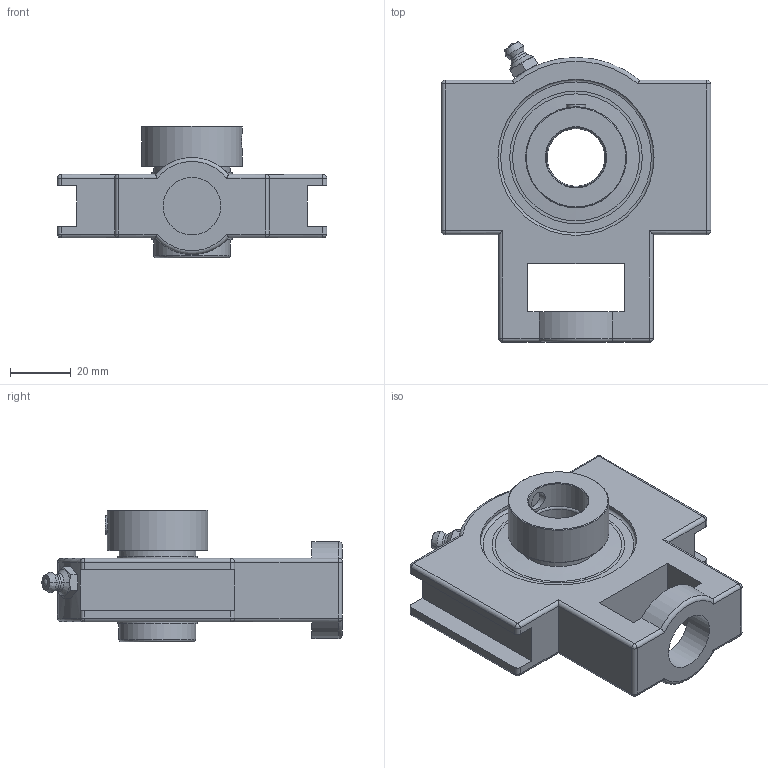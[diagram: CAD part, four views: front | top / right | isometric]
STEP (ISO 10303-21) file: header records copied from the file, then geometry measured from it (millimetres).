
FILE_DESCRIPTION(('HOOPS Exchange Step'),'2;1');
FILE_NAME('export-A1C0C06B-8334-4D5E-8643-E54664A456F0.stp','2019-12-18T08:11:13-08:00',('ibuslach'),('Alibre'),'HOOPS Exchange 2019.2','Alibre','Unknown authorisation');
FILE_SCHEMA( ('AP242_MANAGED_MODEL_BASED_3D_ENGINEERING_MIM_LF {1 0 10303 442 1 1 4 }') );
Length unit declared in the file: centimetre
Products named in the file (8): MRN ST 204; UCP ZERK 6mm; SHC 204-12 RACE; SHC 204-12 COLLAR; SHC 204-12 SHIELD; SHC 204 SS; MRN SHC 204-12; MRN SHCT 204-12
Assembly tree (7 placements, depth 3):
  MRN SHCT 204-12
    MRN ST 204
    UCP ZERK 6mm
    MRN SHC 204-12
      SHC 204-12 RACE
      SHC 204-12 COLLAR
      SHC 204-12 SHIELD
      SHC 204 SS
Bounding box: 89 x 99.19 x 43.51 mm (x, y, z)
Volume: 104011.4 mm3; surface area: 43449.4 mm2
Topology: 14 solids, 14 shells, 208 faces, 535 edges, 326 vertices
Faces by surface type: cylinder 75, plane 63, sphere 27, torus 20, cone 19, bspline 4
Full cylindrical faces by diameter (mm): 1.505 x2, 6 x2, 6.35 x3, 19 x1, 19.05 x1, 19.685 x1, 23.368 x2, 25.4 x4, 26.416 x2, 33.3 x1, 38.1 x2, 41.91 x4, 51.553 x2
Entity records: 9326 total; most frequent: CARTESIAN_POINT 4109, DIRECTION 1127, ORIENTED_EDGE 1008, EDGE_CURVE 504, AXIS2_PLACEMENT_3D 461, VERTEX_POINT 326, EDGE_LOOP 234, FACE_BOUND 234
